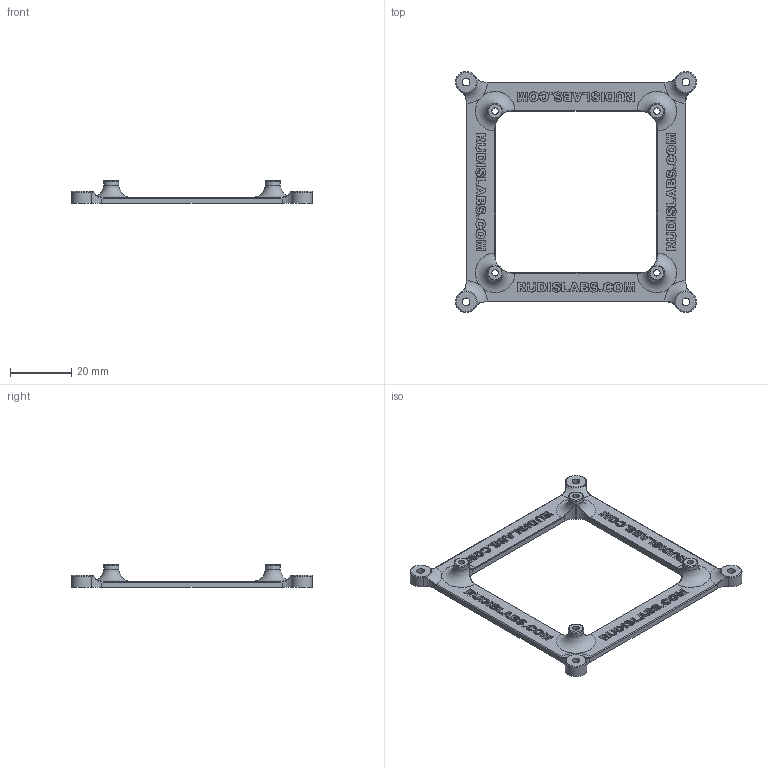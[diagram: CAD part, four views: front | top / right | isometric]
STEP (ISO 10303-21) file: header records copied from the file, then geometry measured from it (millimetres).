
FILE_DESCRIPTION(/* description */ (''),/* implementation_level */ '2;1');
FILE_NAME(/* name */ '46edd3f6-8fda-4327-8db6-bc7601090b30.stp',/* time_stamp */ '2022-08-17T18:05:22Z',/* author */ (''),/* organization */ (''),/* preprocessor_version */ 'ST-DEVELOPER v19',/* originating_system */ 'Autodesk Translation Framework v11.7.0.108',/* authorisation */ '');
FILE_SCHEMA (('AUTOMOTIVE_DESIGN { 1 0 10303 214 3 1 1 }'));
Products named in the file (1): NavQPlus-Adapter
Bounding box: 79 x 79 x 7.5 mm (x, y, z)
Volume: 5632.5 mm3; surface area: 7489.6 mm2
Topology: 1 solids, 1 shells, 1145 faces, 3144 edges, 2068 vertices
Faces by surface type: bspline 684, plane 401, cylinder 40, torus 20
Full cylindrical faces by diameter (mm): 2.1 x4, 2.5 x4, 5 x4
Entity records: 50247 total; most frequent: CARTESIAN_POINT 25762, ORIENTED_EDGE 6272, EDGE_CURVE 3136, DIRECTION 2852, VERTEX_POINT 2068, LINE 1584, VECTOR 1584, B_SPLINE_CURVE_WITH_KNOTS 1380
